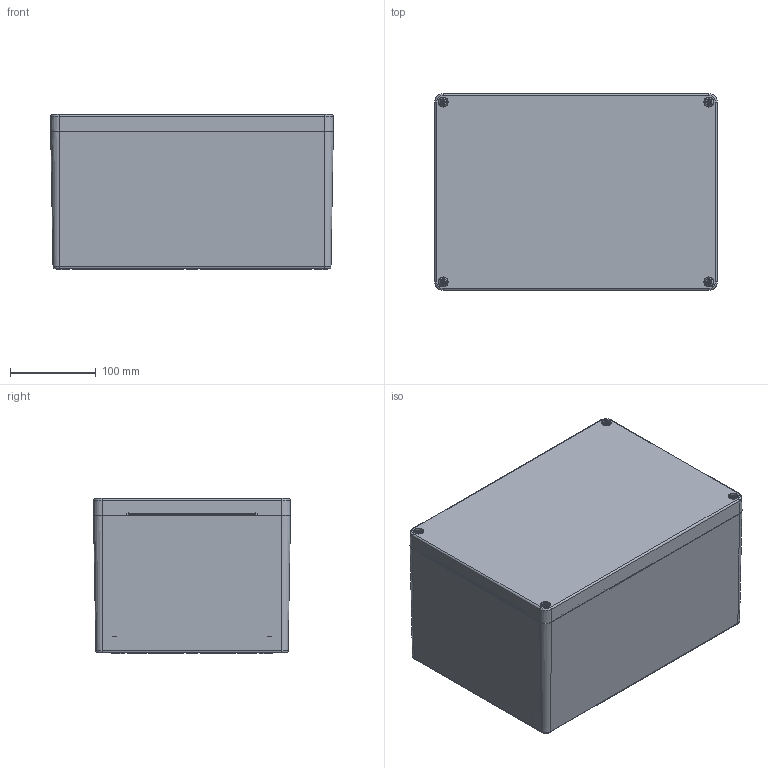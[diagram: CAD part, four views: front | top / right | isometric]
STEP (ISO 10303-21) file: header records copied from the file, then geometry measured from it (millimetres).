
FILE_DESCRIPTION((''),'2;1');
FILE_NAME('0101103300-MBA_332318_VE.stp','2014-11-24T08:44:39',('robin.rentz'),(''),'Autodesk Inventor 2012','Autodesk Inventor 2012','');
FILE_SCHEMA(('CONFIG_CONTROL_DESIGN'));
Length unit declared in the file: millimetre
Products named in the file (5): 0101103300-MBA_332318_VE; 0100103302-UT_332318_VE; 0100103201-OT_332311-332318_VE; Schraube BM 6x35/10; xxx-O-Ring-MBA_332311-332318
Assembly tree (7 placements, depth 2):
  0101103300-MBA_332318_VE
    0100103302-UT_332318_VE
    0100103201-OT_332311-332318_VE
    Schraube BM 6x35/10  x4
    xxx-O-Ring-MBA_332311-332318
Bounding box: 329.99 x 229.99 x 181 mm (x, y, z)
Volume: 1780770.3 mm3; surface area: 735946.1 mm2
Topology: 7 solids, 7 shells, 1573 faces, 3844 edges, 2400 vertices
Faces by surface type: plane 590, cylinder 312, bspline 298, torus 237, cone 132, sphere 4
Full cylindrical faces by diameter (mm): 4.917 x11, 5 x12, 6 x8, 7 x4, 7.5 x4, 8 x4, 9 x5, 10 x9, 11 x4, 12 x1, 14 x4
Entity records: 43901 total; most frequent: CARTESIAN_POINT 11846, ORIENTED_EDGE 6750, DIRECTION 6033, EDGE_CURVE 3375, VERTEX_POINT 2184, AXIS2_PLACEMENT_3D 2128, VECTOR 1777, LINE 1777
